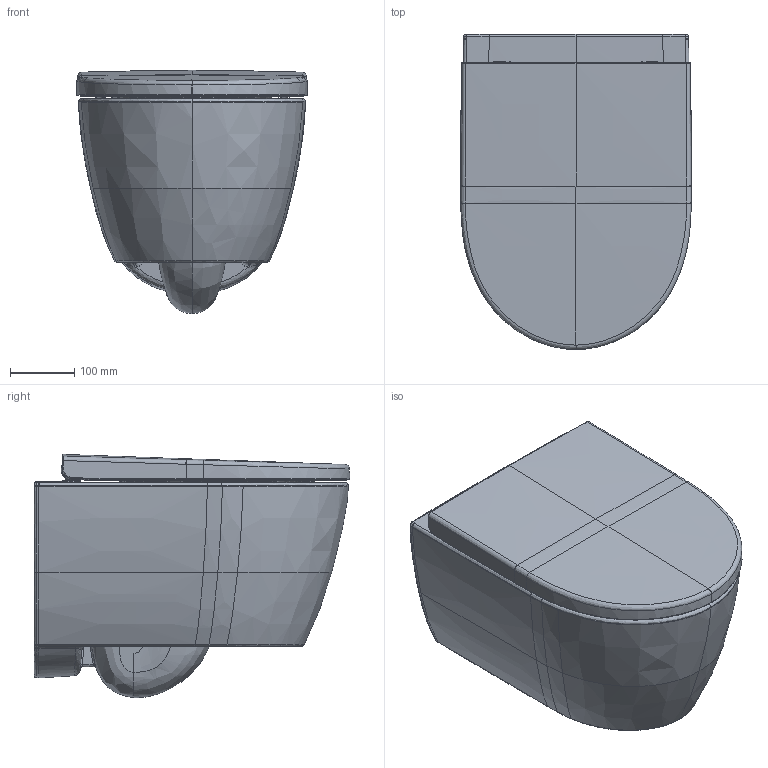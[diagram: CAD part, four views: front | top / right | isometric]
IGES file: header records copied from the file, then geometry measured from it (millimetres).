
Global section: file name: 503048; native system: Autodesk Inventor 2023; preprocessor: unknown; author: JANAN; date: 20240408.102159; units: millimetre
Bounding box: 359.71 x 491.89 x 379.47 mm (x, y, z)
Volume: 29061003.2 mm3; surface area: 1346559.4 mm2
Topology: 7 solids, 7 shells, 913 faces, 2182 edges, 1277 vertices
Faces by surface type: bspline 913
